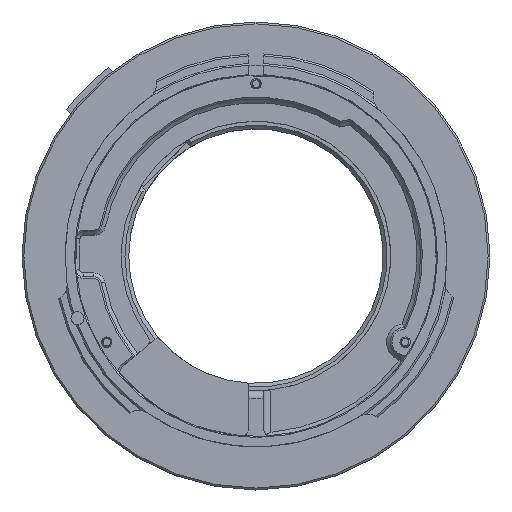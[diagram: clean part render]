
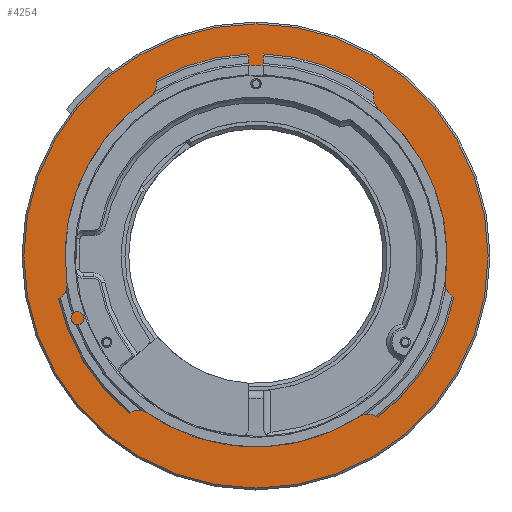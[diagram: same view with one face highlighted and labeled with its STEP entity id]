
A CAD part, top view. The second image highlights one B-rep face of the part: STEP entity #4254.
In plain terms, the highlighted planar face has unit normal (0, 0, 1).
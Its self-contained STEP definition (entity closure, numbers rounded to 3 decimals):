
#743=PLANE('',#4677);
#1377=ORIENTED_EDGE('',*,*,#2502,.T.);
#1378=ORIENTED_EDGE('',*,*,#2503,.F.);
#1379=ORIENTED_EDGE('',*,*,#2504,.T.);
#2502=EDGE_CURVE('',#3085,#3085,#3429,.T.);
#2503=EDGE_CURVE('',#3086,#3087,#3430,.T.);
#2504=EDGE_CURVE('',#3086,#3087,#3431,.T.);
#3085=VERTEX_POINT('',#10168);
#3086=VERTEX_POINT('',#10170);
#3087=VERTEX_POINT('',#10171);
#3429=CIRCLE('',#4678,31.);
#3430=CIRCLE('',#4679,25.5);
#3431=CIRCLE('',#4680,0.875);
#3677=EDGE_LOOP('',(#1377));
#3678=EDGE_LOOP('',(#1378,#1379));
#3973=FACE_BOUND('',#3677,.T.);
#3974=FACE_BOUND('',#3678,.T.);
#4254=ADVANCED_FACE('',(#3973,#3974),#743,.T.);
#4677=AXIS2_PLACEMENT_3D('',#10166,#5498,#5499);
#4678=AXIS2_PLACEMENT_3D('',#10167,#5500,#5501);
#4679=AXIS2_PLACEMENT_3D('',#10169,#5502,#5503);
#4680=AXIS2_PLACEMENT_3D('',#10172,#5504,#5505);
#5498=DIRECTION('',(0.,0.,1.));
#5499=DIRECTION('',(1.,0.,0.));
#5500=DIRECTION('',(0.,0.,1.));
#5501=DIRECTION('',(1.,0.,0.));
#5502=DIRECTION('',(0.,0.,1.));
#5503=DIRECTION('',(1.,0.,0.));
#5504=DIRECTION('',(0.,0.,1.));
#5505=DIRECTION('',(1.,0.,0.));
#10166=CARTESIAN_POINT('',(0.,0.,7.3));
#10167=CARTESIAN_POINT('',(0.,0.,7.3));
#10168=CARTESIAN_POINT('',(31.,0.,7.3));
#10169=CARTESIAN_POINT('',(0.,0.,
7.3));
#10170=CARTESIAN_POINT('',(-23.788,-9.187,7.3));
#10171=CARTESIAN_POINT('',(-24.342,-7.596,7.3));
#10172=CARTESIAN_POINT('',(-23.842,-8.314,7.3));
